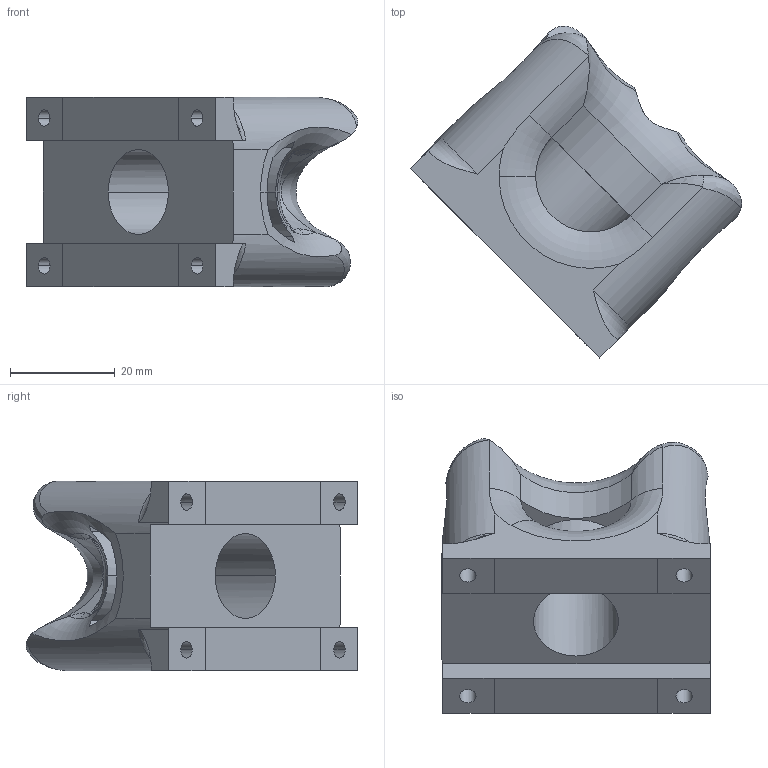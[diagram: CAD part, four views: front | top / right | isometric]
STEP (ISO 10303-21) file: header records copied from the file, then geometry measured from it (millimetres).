
FILE_DESCRIPTION (( 'STEP AP214' ), '1' );
FILE_NAME ('opto landing shadow x.STEP', '2026-01-19T05:56:17', ( '' ), ( '' ), 'SwSTEP 2.0', 'SolidWorks 2023', '' );
FILE_SCHEMA (( 'AUTOMOTIVE_DESIGN' ));
Length unit declared in the file: metre
Products named in the file (1): opto landing shadow x
Bounding box: 63.19 x 63.3 x 36.2 mm (x, y, z)
Volume: 40466.7 mm3; surface area: 13866.6 mm2
Topology: 1 solids, 1 shells, 130 faces, 366 edges, 233 vertices
Faces by surface type: plane 36, bspline 35, cylinder 34, torus 15, sphere 10
Entity records: 6562 total; most frequent: CARTESIAN_POINT 3565, ORIENTED_EDGE 730, DIRECTION 486, EDGE_CURVE 365, VERTEX_POINT 233, AXIS2_PLACEMENT_3D 190, B_SPLINE_CURVE_WITH_KNOTS 157, EDGE_LOOP 136
